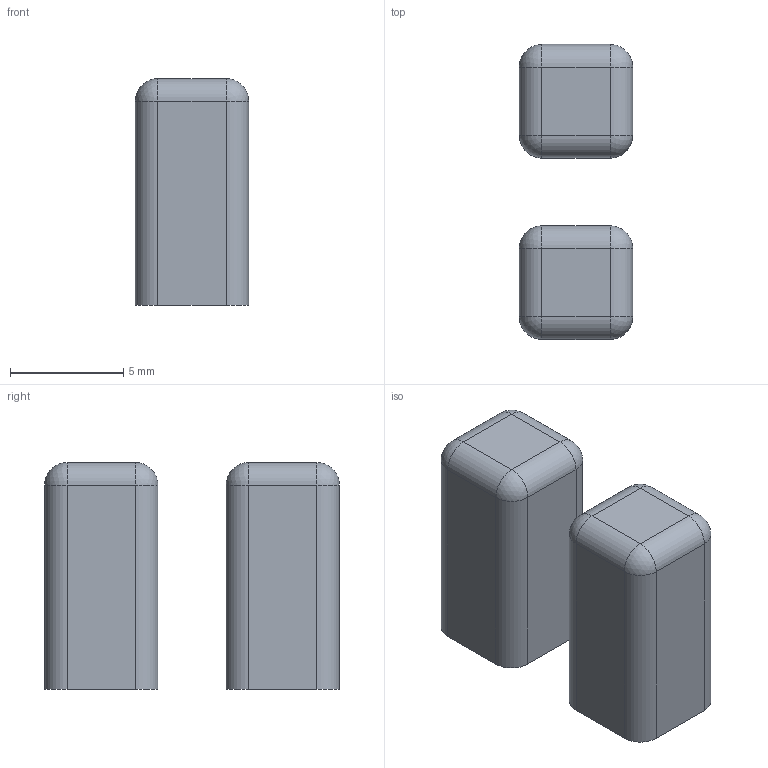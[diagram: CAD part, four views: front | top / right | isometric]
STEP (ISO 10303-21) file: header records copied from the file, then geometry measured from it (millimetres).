
FILE_DESCRIPTION(/* description */ ('','CAx-IF Rec.Pracs.---Representation and Presentation of Product Manufacturing Information (PMI)---4.0---2014-10-13'),/* implementation_level */ '2;1');
FILE_NAME(/* name */ 'cuboid_2_5_3.step',/* time_stamp */ '2025-02-04T12:04:24+01:00',/* author */ (''),/* organization */ (''),/* preprocessor_version */ 'ST-DEVELOPER v20',/* originating_system */ 'Autodesk Translation Framework v13.20.0.188',/* authorisation */ '');
FILE_SCHEMA (('AP242_MANAGED_MODEL_BASED_3D_ENGINEERING_MIM_LF { 1 0 10303 442 1 1 4 }'));
Length unit declared in the file: millimetre
Products named in the file (1): cuboid_2_5_3
Bounding box: 5 x 13 x 10 mm (x, y, z)
Volume: 475.6 mm3; surface area: 445.6 mm2
Topology: 2 solids, 2 shells, 36 faces, 72 edges, 40 vertices
Faces by surface type: cylinder 16, plane 12, sphere 8
Entity records: 937 total; most frequent: DIRECTION 178, CARTESIAN_POINT 149, ORIENTED_EDGE 144, EDGE_CURVE 72, AXIS2_PLACEMENT_3D 69, LINE 40, VECTOR 40, VERTEX_POINT 40
